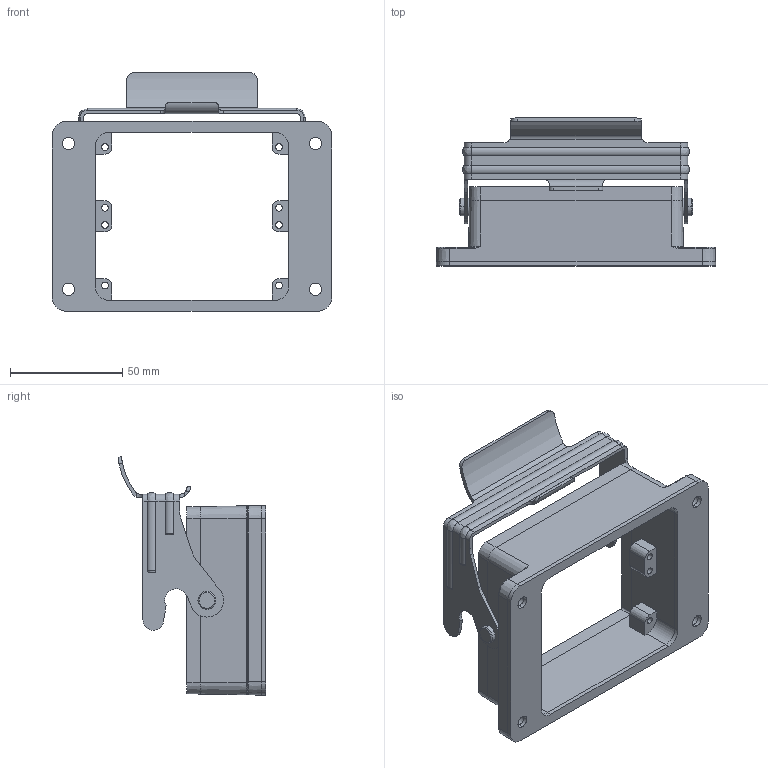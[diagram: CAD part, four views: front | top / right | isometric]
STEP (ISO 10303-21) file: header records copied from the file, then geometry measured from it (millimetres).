
FILE_DESCRIPTION (( 'STEP AP214' ), '1' );
FILE_NAME ('ZP-MC32B-2-SBHM.step', '2015-08-12T18:14:30', ( '' ), ( '' ), 'SwSTEP 2.0', 'SolidWorks 2014', '' );
FILE_SCHEMA (( 'AUTOMOTIVE_DESIGN' ));
Length unit declared in the file: millimetre
Products named in the file (1): ZP-MC32B-2-SBHM
Bounding box: 124.5 x 65.85 x 106.24 mm (x, y, z)
Volume: 86774.2 mm3; surface area: 45932.2 mm2
Topology: 1 solids, 1 shells, 242 faces, 628 edges, 388 vertices
Faces by surface type: cylinder 100, plane 88, cone 28, bspline 18, torus 8
Entity records: 9707 total; most frequent: CARTESIAN_POINT 2293, ORIENTED_EDGE 1248, DIRECTION 1238, EDGE_CURVE 624, AXIS2_PLACEMENT_3D 445, VERTEX_POINT 388, LINE 348, VECTOR 348
